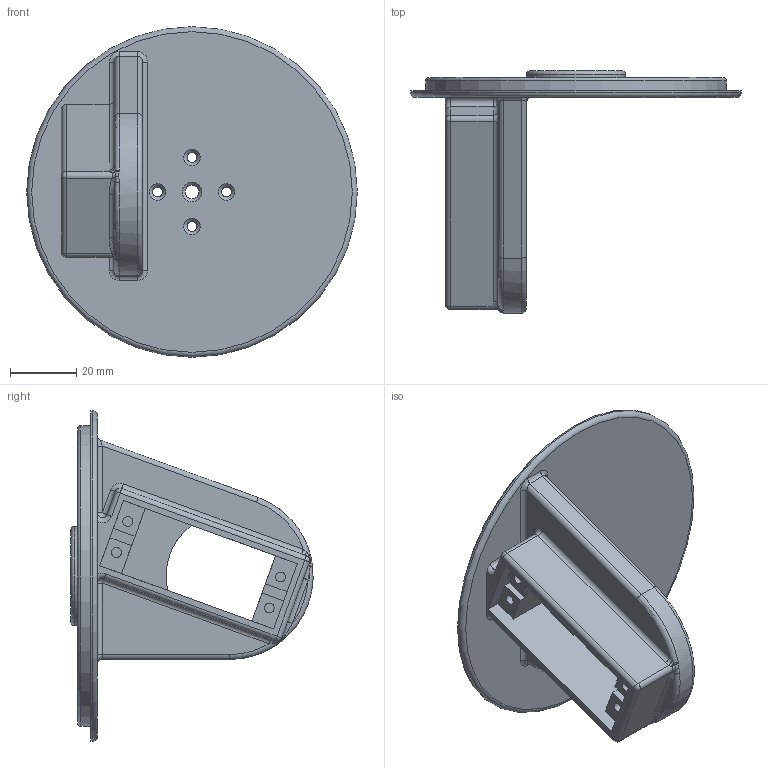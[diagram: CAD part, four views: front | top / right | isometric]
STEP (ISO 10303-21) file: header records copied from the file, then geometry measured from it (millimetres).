
FILE_DESCRIPTION(/* description */ ('STEP AP214','CAx-IF Rec.Pracs.---User Defined Attributes---1.5---2016-08-15'),/* implementation_level */ '2;1');
FILE_NAME(/* name */ '695144a4e2474bc859023431',/* time_stamp */ '2025-12-28T14:54:29Z',/* author */ (''),/* organization */ (''),/* preprocessor_version */ 'ST-DEVELOPER v20',/* originating_system */ 'ONSHAPE BY PTC INC, 1.208',/* authorisation */ ' ');
FILE_SCHEMA (('AUTOMOTIVE_DESIGN {1 0 10303 214 3 1 1}'));
Length unit declared in the file: metre
Products named in the file (1): Part 1
Bounding box: 100 x 73.25 x 100 mm (x, y, z)
Volume: 50481.7 mm3; surface area: 30696.8 mm2
Topology: 1 solids, 1 shells, 127 faces, 299 edges, 179 vertices
Faces by surface type: plane 40, cylinder 40, bspline 22, torus 15, sphere 5, cone 5
Full cylindrical faces by diameter (mm): 3 x8, 4 x1, 26 x1, 30 x1, 34 x1, 38.5 x1, 42.5 x1, 85 x1, 91 x1, 100 x1
Entity records: 3698 total; most frequent: CARTESIAN_POINT 998, DIRECTION 555, ORIENTED_EDGE 514, EDGE_CURVE 257, AXIS2_PLACEMENT_3D 228, EDGE_LOOP 177, FACE_BOUND 177, VERTEX_POINT 170
